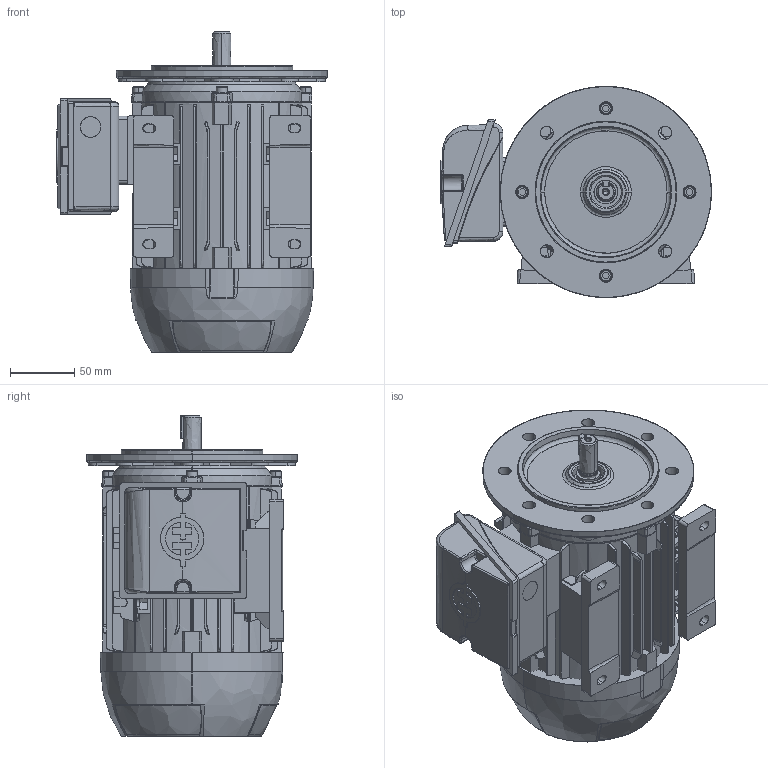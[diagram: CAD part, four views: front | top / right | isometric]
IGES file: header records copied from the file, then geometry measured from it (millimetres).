
Start section: SolidWorks IGES file using analytic representation for surfaces
Global section: file name: IEC71 B3D IR3.igs; native system: SolidWorks 2018; preprocessor: SolidWorks 2018; author: dias; date: 210827.160750; units: millimetre
Bounding box: 210.35 x 163.93 x 248.95 mm (x, y, z)
Surface area: 350172.3 mm2 (no closed solid volume)
Topology: 0 solids, 0 shells, 1908 faces, 21079 edges, 21049 vertices
Faces by surface type: bspline 1276, revolution 632
